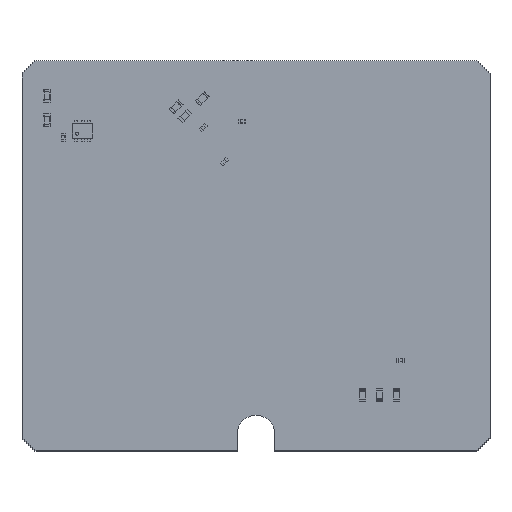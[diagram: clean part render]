
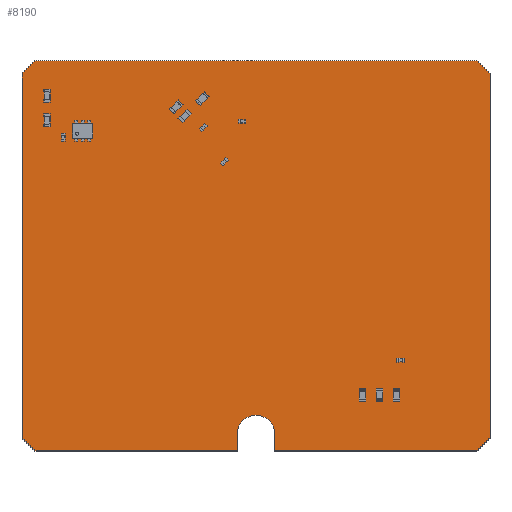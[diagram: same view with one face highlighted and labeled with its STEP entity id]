
A CAD part, top view. The second image highlights one B-rep face of the part: STEP entity #8190.
In plain terms, the highlighted planar face has unit normal (0, 0, 1).
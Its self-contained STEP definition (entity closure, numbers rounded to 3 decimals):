
#7803 = VERTEX_POINT('',#7804);
#7804 = CARTESIAN_POINT('',(30.706,38.767,0.962));
#7810 = EDGE_CURVE('',#7803,#7811,#7813,.T.);
#7811 = VERTEX_POINT('',#7812);
#7812 = CARTESIAN_POINT('',(30.706,10.767,0.962));
#7813 = LINE('',#7814,#7815);
#7814 = CARTESIAN_POINT('',(30.706,38.767,0.962));
#7815 = VECTOR('',#7816,1.);
#7816 = DIRECTION('',(0.,-1.,0.));
#7841 = EDGE_CURVE('',#7811,#7842,#7844,.T.);
#7842 = VERTEX_POINT('',#7843);
#7843 = CARTESIAN_POINT('',(29.706,9.767,0.962));
#7844 = LINE('',#7845,#7846);
#7845 = CARTESIAN_POINT('',(30.706,10.767,0.962));
#7846 = VECTOR('',#7847,1.);
#7847 = DIRECTION('',(-0.707,-0.707,0.));
#7872 = EDGE_CURVE('',#7842,#7873,#7875,.T.);
#7873 = VERTEX_POINT('',#7874);
#7874 = CARTESIAN_POINT('',(14.156,9.767,0.962));
#7875 = LINE('',#7876,#7877);
#7876 = CARTESIAN_POINT('',(29.706,9.767,0.962));
#7877 = VECTOR('',#7878,1.);
#7878 = DIRECTION('',(-1.,0.,0.));
#7903 = EDGE_CURVE('',#7873,#7904,#7906,.T.);
#7904 = VERTEX_POINT('',#7905);
#7905 = CARTESIAN_POINT('',(14.156,11.067,0.962));
#7906 = LINE('',#7907,#7908);
#7907 = CARTESIAN_POINT('',(14.156,9.767,0.962));
#7908 = VECTOR('',#7909,1.);
#7909 = DIRECTION('',(0.,1.,0.));
#7934 = EDGE_CURVE('',#7904,#7935,#7937,.T.);
#7935 = VERTEX_POINT('',#7936);
#7936 = CARTESIAN_POINT('',(11.256,11.067,0.962));
#7937 = CIRCLE('',#7938,1.45);
#7938 = AXIS2_PLACEMENT_3D('',#7939,#7940,#7941);
#7939 = CARTESIAN_POINT('',(12.706,11.067,0.962));
#7940 = DIRECTION('',(0.,0.,1.));
#7941 = DIRECTION('',(1.,0.,0.));
#7967 = EDGE_CURVE('',#7935,#7968,#7970,.T.);
#7968 = VERTEX_POINT('',#7969);
#7969 = CARTESIAN_POINT('',(11.256,9.767,0.962));
#7970 = LINE('',#7971,#7972);
#7971 = CARTESIAN_POINT('',(11.256,11.067,0.962));
#7972 = VECTOR('',#7973,1.);
#7973 = DIRECTION('',(0.,-1.,0.));
#7998 = EDGE_CURVE('',#7968,#7999,#8001,.T.);
#7999 = VERTEX_POINT('',#8000);
#8000 = CARTESIAN_POINT('',(-4.294,9.767,0.962));
#8001 = LINE('',#8002,#8003);
#8002 = CARTESIAN_POINT('',(11.256,9.767,0.962));
#8003 = VECTOR('',#8004,1.);
#8004 = DIRECTION('',(-1.,0.,0.));
#8029 = EDGE_CURVE('',#7999,#8030,#8032,.T.);
#8030 = VERTEX_POINT('',#8031);
#8031 = CARTESIAN_POINT('',(-5.294,10.767,0.962));
#8032 = LINE('',#8033,#8034);
#8033 = CARTESIAN_POINT('',(-4.294,9.767,0.962));
#8034 = VECTOR('',#8035,1.);
#8035 = DIRECTION('',(-0.707,0.707,0.));
#8060 = EDGE_CURVE('',#8030,#8061,#8063,.T.);
#8061 = VERTEX_POINT('',#8062);
#8062 = CARTESIAN_POINT('',(-5.294,38.767,0.962));
#8063 = LINE('',#8064,#8065);
#8064 = CARTESIAN_POINT('',(-5.294,10.767,0.962));
#8065 = VECTOR('',#8066,1.);
#8066 = DIRECTION('',(0.,1.,0.));
#8091 = EDGE_CURVE('',#8061,#8092,#8094,.T.);
#8092 = VERTEX_POINT('',#8093);
#8093 = CARTESIAN_POINT('',(-4.294,39.767,0.962));
#8094 = LINE('',#8095,#8096);
#8095 = CARTESIAN_POINT('',(-5.294,38.767,0.962));
#8096 = VECTOR('',#8097,1.);
#8097 = DIRECTION('',(0.707,0.707,0.));
#8122 = EDGE_CURVE('',#8092,#8123,#8125,.T.);
#8123 = VERTEX_POINT('',#8124);
#8124 = CARTESIAN_POINT('',(29.706,39.767,0.962));
#8125 = LINE('',#8126,#8127);
#8126 = CARTESIAN_POINT('',(-4.294,39.767,0.962));
#8127 = VECTOR('',#8128,1.);
#8128 = DIRECTION('',(1.,0.,0.));
#8153 = EDGE_CURVE('',#8123,#7803,#8154,.T.);
#8154 = LINE('',#8155,#8156);
#8155 = CARTESIAN_POINT('',(29.706,39.767,0.962));
#8156 = VECTOR('',#8157,1.);
#8157 = DIRECTION('',(0.707,-0.707,0.));
#8190 = ADVANCED_FACE('',(#8191),#8205,.T.);
#8191 = FACE_BOUND('',#8192,.F.);
#8192 = EDGE_LOOP('',(#8193,#8194,#8195,#8196,#8197,#8198,#8199,#8200,
    #8201,#8202,#8203,#8204));
#8193 = ORIENTED_EDGE('',*,*,#7810,.T.);
#8194 = ORIENTED_EDGE('',*,*,#7841,.T.);
#8195 = ORIENTED_EDGE('',*,*,#7872,.T.);
#8196 = ORIENTED_EDGE('',*,*,#7903,.T.);
#8197 = ORIENTED_EDGE('',*,*,#7934,.T.);
#8198 = ORIENTED_EDGE('',*,*,#7967,.T.);
#8199 = ORIENTED_EDGE('',*,*,#7998,.T.);
#8200 = ORIENTED_EDGE('',*,*,#8029,.T.);
#8201 = ORIENTED_EDGE('',*,*,#8060,.T.);
#8202 = ORIENTED_EDGE('',*,*,#8091,.T.);
#8203 = ORIENTED_EDGE('',*,*,#8122,.T.);
#8204 = ORIENTED_EDGE('',*,*,#8153,.T.);
#8205 = PLANE('',#8206);
#8206 = AXIS2_PLACEMENT_3D('',#8207,#8208,#8209);
#8207 = CARTESIAN_POINT('',(0.,0.,0.962));
#8208 = DIRECTION('',(0.,0.,1.));
#8209 = DIRECTION('',(1.,0.,-0.));
